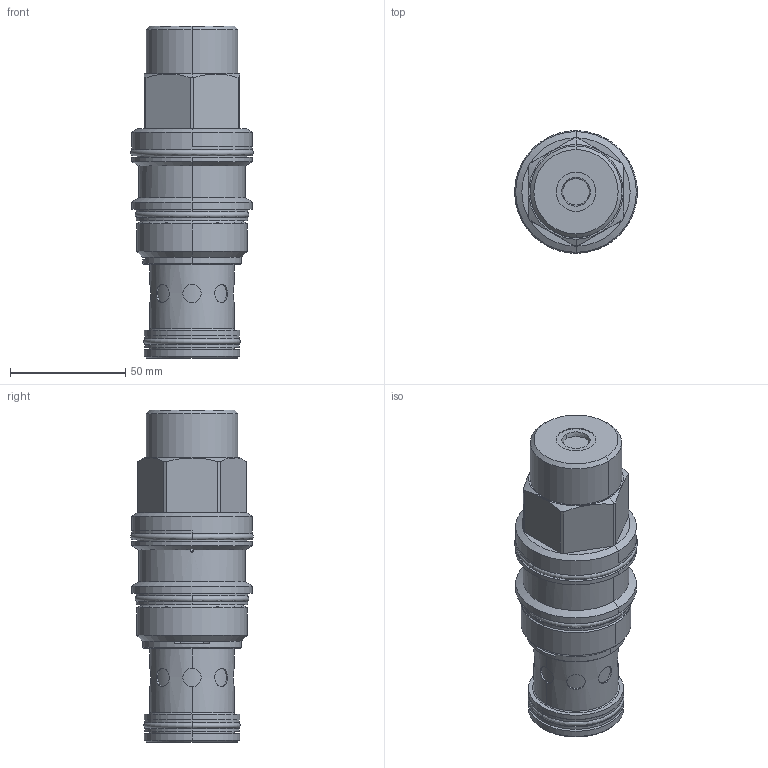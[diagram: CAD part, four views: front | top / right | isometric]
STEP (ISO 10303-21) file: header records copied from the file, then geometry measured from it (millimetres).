
FILE_DESCRIPTION((''),'2;1');
FILE_NAME('PBJCBBN_SW','2023-02-27T14:59:08',('SigMax'),(''),'CREO PARAMETRIC BY PTC INC, 2021072','CREO PARAMETRIC BY PTC INC, 2021072','');
FILE_SCHEMA(('AUTOMOTIVE_DESIGN { 1 0 10303 214 1 1 1 1 }'));
Length unit declared in the file: inch
Products named in the file (1): PBJCBBN_SW
Bounding box: 53.06 x 53.06 x 143.81 mm (x, y, z)
Volume: 207137.5 mm3; surface area: 44939.8 mm2
Topology: 4 solids, 6 shells, 221 faces, 484 edges, 296 vertices
Faces by surface type: cylinder 110, plane 43, cone 30, torus 28, revolution 10
Entity records: 9099 total; most frequent: CARTESIAN_POINT 2467, DIRECTION 1095, ORIENTED_EDGE 968, EDGE_CURVE 484, AXIS2_PLACEMENT_3D 468, VERTEX_POINT 296, CIRCLE 257, EDGE_LOOP 256
